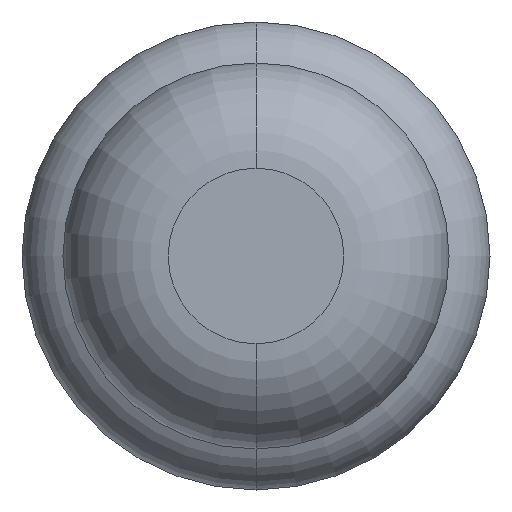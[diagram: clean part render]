
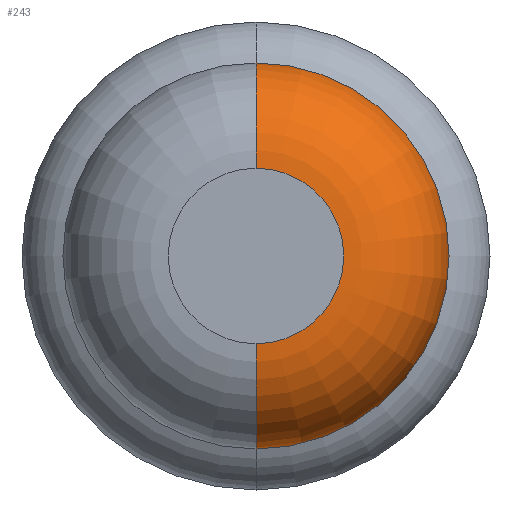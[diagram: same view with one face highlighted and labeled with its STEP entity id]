
A CAD part, front view. The second image highlights one B-rep face of the part: STEP entity #243.
In plain terms, the highlighted toroidal (fillet/blend) face has major radius 0.375 mm and minor radius 0.45 mm.
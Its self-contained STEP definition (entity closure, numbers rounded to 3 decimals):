
#20 = AXIS2_PLACEMENT_3D ( 'NONE', #3582, #3613, #4346 ) ;
#113 = CARTESIAN_POINT ( 'NONE',  ( 0., -28.55, 0. ) ) ;
#243 = ADVANCED_FACE ( 'Defeature ausgef�hrt1_8', ( #4319 ), #3146, .T. ) ;
#477 = DIRECTION ( 'NONE',  ( 1., 0., 0. ) ) ;
#478 = EDGE_CURVE ( 'NONE', #3454, #4230, #2492, .T. ) ;
#684 = CARTESIAN_POINT ( 'NONE',  ( 0., -29., 0.375 ) ) ;
#758 = DIRECTION ( 'NONE',  ( 0., 0., 1. ) ) ;
#791 = DIRECTION ( 'NONE',  ( 0., 0., 1. ) ) ;
#793 = EDGE_CURVE ( 'NONE', #3754, #3806, #1164, .T. ) ;
#907 = AXIS2_PLACEMENT_3D ( 'NONE', #3771, #2694, #3023 ) ;
#1163 = CARTESIAN_POINT ( 'NONE',  ( 0., -29., -0.375 ) ) ;
#1164 = CIRCLE ( 'NONE', #1610, 0.45 ) ;
#1610 = AXIS2_PLACEMENT_3D ( 'NONE', #1800, #3559, #758 ) ;
#1672 = AXIS2_PLACEMENT_3D ( 'NONE', #113, #4024, #791 ) ;
#1800 = CARTESIAN_POINT ( 'NONE',  ( 0., -28.55, 0.375 ) ) ;
#1866 = EDGE_LOOP ( 'NONE', ( #4356, #4511, #2261, #3188 ) ) ;
#1953 = EDGE_CURVE ( 'Defeature ausgef�hrt1_9+Defeature ausgef�hrt1_8+Defeature ausgef�hrt1_8+Defeature ausgef�hrt1_8', #3806, #4230, #3140, .T. ) ;
#2245 = CARTESIAN_POINT ( 'NONE',  ( 0., -28.55, -0.375 ) ) ;
#2261 = ORIENTED_EDGE ( 'NONE', *, *, #1953, .F. ) ;
#2486 = CIRCLE ( 'NONE', #20, 0.375 ) ;
#2492 = CIRCLE ( 'NONE', #3919, 0.45 ) ;
#2694 = DIRECTION ( 'NONE',  ( 0., 1., 0. ) ) ;
#2932 = DIRECTION ( 'NONE',  ( 0., 0., -1. ) ) ;
#3023 = DIRECTION ( 'NONE',  ( 0., 0., 1. ) ) ;
#3140 = CIRCLE ( 'NONE', #1672, 0.825 ) ;
#3146 = TOROIDAL_SURFACE ( 'NONE', #907, 0.375, 0.45 ) ;
#3188 = ORIENTED_EDGE ( 'NONE', *, *, #793, .F. ) ;
#3452 = EDGE_CURVE ( 'Defeature ausgef�hrt1_8+Defeature ausgef�hrt1_7+Defeature ausgef�hrt1_7+Defeature ausgef�hrt1_7', #3754, #3454, #2486, .T. ) ;
#3454 = VERTEX_POINT ( 'NONE', #1163 ) ;
#3559 = DIRECTION ( 'NONE',  ( -1., 0., 0. ) ) ;
#3582 = CARTESIAN_POINT ( 'NONE',  ( 0., -29., 0. ) ) ;
#3613 = DIRECTION ( 'NONE',  ( 0., 1., 0. ) ) ;
#3754 = VERTEX_POINT ( 'NONE', #684 ) ;
#3771 = CARTESIAN_POINT ( 'NONE',  ( 0., -28.55, 0. ) ) ;
#3806 = VERTEX_POINT ( 'NONE', #4203 ) ;
#3919 = AXIS2_PLACEMENT_3D ( 'NONE', #2245, #477, #2932 ) ;
#4024 = DIRECTION ( 'NONE',  ( 0., 1., 0. ) ) ;
#4080 = CARTESIAN_POINT ( 'NONE',  ( 0., -28.55, -0.825 ) ) ;
#4203 = CARTESIAN_POINT ( 'NONE',  ( 0., -28.55, 0.825 ) ) ;
#4230 = VERTEX_POINT ( 'NONE', #4080 ) ;
#4319 = FACE_OUTER_BOUND ( 'NONE', #1866, .T. ) ;
#4346 = DIRECTION ( 'NONE',  ( 0., 0., 1. ) ) ;
#4356 = ORIENTED_EDGE ( 'NONE', *, *, #3452, .T. ) ;
#4511 = ORIENTED_EDGE ( 'NONE', *, *, #478, .T. ) ;
